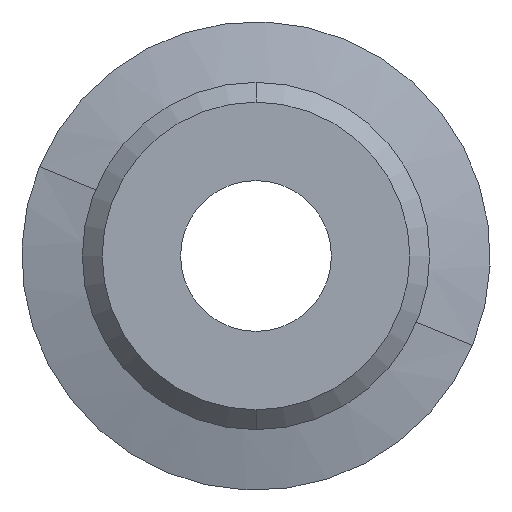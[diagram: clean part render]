
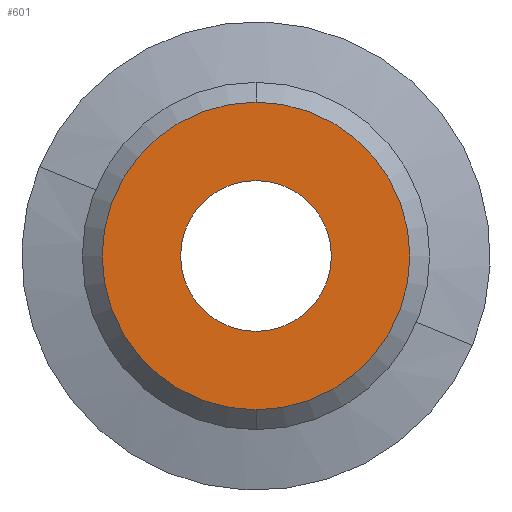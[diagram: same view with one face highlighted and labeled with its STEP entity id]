
A CAD part, left-side view. The second image highlights one B-rep face of the part: STEP entity #601.
In plain terms, the highlighted planar face has unit normal (-1, 0, 0).
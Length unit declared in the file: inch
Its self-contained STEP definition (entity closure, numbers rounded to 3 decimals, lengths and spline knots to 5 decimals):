
#10 = CARTESIAN_POINT ( 'NONE',  ( 0., 0., 0. ) ) ;
#52 = CIRCLE ( 'NONE', #356, 0.3875 ) ;
#53 = DIRECTION ( 'NONE',  ( 0., 0., 1. ) ) ;
#123 = DIRECTION ( 'NONE',  ( 0., 0., -1. ) ) ;
#130 = AXIS2_PLACEMENT_3D ( 'NONE', #10, #825, #352 ) ;
#134 = EDGE_LOOP ( 'NONE', ( #828, #767 ) ) ;
#159 = CIRCLE ( 'NONE', #130, 0.19 ) ;
#160 = PLANE ( 'NONE',  #509 ) ;
#166 = CARTESIAN_POINT ( 'NONE',  ( 0., 0., -0.19 ) ) ;
#171 = DIRECTION ( 'NONE',  ( 0., 0., -1. ) ) ;
#188 = VERTEX_POINT ( 'NONE', #166 ) ;
#196 = EDGE_CURVE ( 'NONE', #636, #462, #52, .T. ) ;
#237 = FACE_OUTER_BOUND ( 'NONE', #134, .T. ) ;
#269 = CARTESIAN_POINT ( 'NONE',  ( 0., 0., 0. ) ) ;
#310 = EDGE_CURVE ( 'NONE', #462, #636, #418, .T. ) ;
#349 = VERTEX_POINT ( 'NONE', #630 ) ;
#352 = DIRECTION ( 'NONE',  ( 0., 0., 1. ) ) ;
#356 = AXIS2_PLACEMENT_3D ( 'NONE', #909, #855, #171 ) ;
#393 = ORIENTED_EDGE ( 'NONE', *, *, #833, .F. ) ;
#413 = DIRECTION ( 'NONE',  ( -1., 0., 0. ) ) ;
#416 = ORIENTED_EDGE ( 'NONE', *, *, #772, .F. ) ;
#418 = CIRCLE ( 'NONE', #449, 0.3875 ) ;
#419 = CARTESIAN_POINT ( 'NONE',  ( 0., 0., -0.3875 ) ) ;
#449 = AXIS2_PLACEMENT_3D ( 'NONE', #874, #941, #123 ) ;
#450 = DIRECTION ( 'NONE',  ( 1., 0., 0. ) ) ;
#462 = VERTEX_POINT ( 'NONE', #752 ) ;
#509 = AXIS2_PLACEMENT_3D ( 'NONE', #541, #450, #913 ) ;
#541 = CARTESIAN_POINT ( 'NONE',  ( 0., 0.19, 0. ) ) ;
#601 = ADVANCED_FACE ( 'NONE', ( #237, #829 ), #160, .F. ) ;
#630 = CARTESIAN_POINT ( 'NONE',  ( 0., 0., 0.19 ) ) ;
#636 = VERTEX_POINT ( 'NONE', #419 ) ;
#692 = EDGE_LOOP ( 'NONE', ( #416, #393 ) ) ;
#752 = CARTESIAN_POINT ( 'NONE',  ( 0., 0., 0.3875 ) ) ;
#767 = ORIENTED_EDGE ( 'NONE', *, *, #310, .T. ) ;
#772 = EDGE_CURVE ( 'NONE', #349, #188, #831, .T. ) ;
#815 = AXIS2_PLACEMENT_3D ( 'NONE', #269, #413, #53 ) ;
#825 = DIRECTION ( 'NONE',  ( -1., 0., 0. ) ) ;
#828 = ORIENTED_EDGE ( 'NONE', *, *, #196, .T. ) ;
#829 = FACE_BOUND ( 'NONE', #692, .T. ) ;
#831 = CIRCLE ( 'NONE', #815, 0.19 ) ;
#833 = EDGE_CURVE ( 'NONE', #188, #349, #159, .T. ) ;
#855 = DIRECTION ( 'NONE',  ( -1., 0., 0. ) ) ;
#874 = CARTESIAN_POINT ( 'NONE',  ( 0., 0., 0. ) ) ;
#909 = CARTESIAN_POINT ( 'NONE',  ( 0., 0., 0. ) ) ;
#913 = DIRECTION ( 'NONE',  ( 0., 0., -1. ) ) ;
#941 = DIRECTION ( 'NONE',  ( -1., 0., 0. ) ) ;
